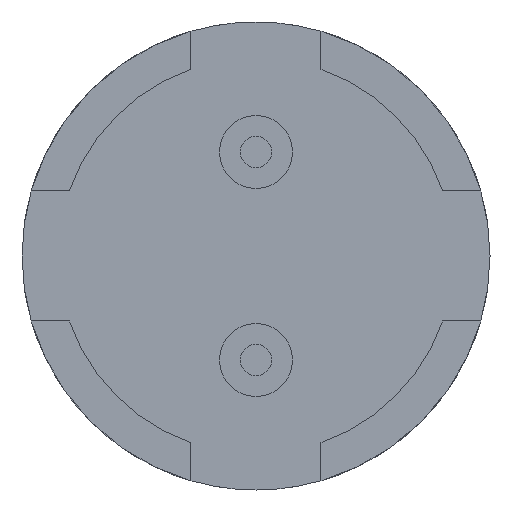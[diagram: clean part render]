
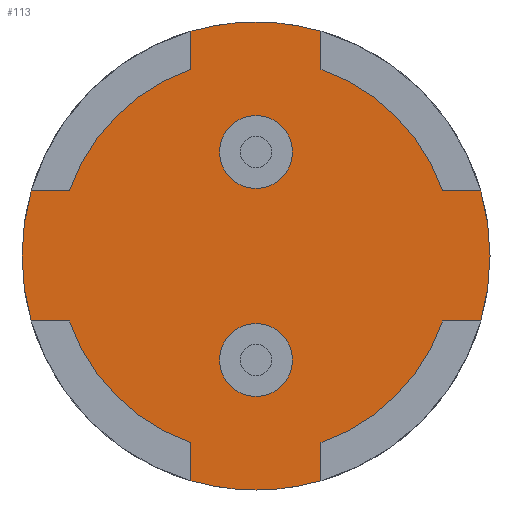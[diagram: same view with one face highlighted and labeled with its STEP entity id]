
A CAD part, front view. The second image highlights one B-rep face of the part: STEP entity #113.
In plain terms, the highlighted planar face has unit normal (0, -1, 0).
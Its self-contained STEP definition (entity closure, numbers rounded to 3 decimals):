
#33 = VERTEX_POINT('',#34);
#34 = CARTESIAN_POINT('',(0.,0.3,1.3));
#40 = EDGE_CURVE('',#33,#41,#43,.T.);
#41 = VERTEX_POINT('',#42);
#42 = CARTESIAN_POINT('',(0.,0.3,2.7));
#43 = CIRCLE('',#44,0.7);
#44 = AXIS2_PLACEMENT_3D('',#45,#46,#47);
#45 = CARTESIAN_POINT('',(0.,0.3,2.));
#46 = DIRECTION('',(0.,-1.,0.));
#47 = DIRECTION('',(0.,0.,-1.));
#102 = EDGE_CURVE('',#41,#33,#103,.T.);
#103 = CIRCLE('',#104,0.7);
#104 = AXIS2_PLACEMENT_3D('',#105,#106,#107);
#105 = CARTESIAN_POINT('',(0.,0.3,2.));
#106 = DIRECTION('',(0.,-1.,0.));
#107 = DIRECTION('',(0.,0.,-1.));
#113 = ADVANCED_FACE('',(#114,#270,#274),#294,.T.);
#114 = FACE_BOUND('',#115,.T.);
#115 = EDGE_LOOP('',(#116,#126,#135,#143,#152,#161,#169,#178,#186,#195,
    #203,#212,#220,#229,#238,#246,#255,#263));
#116 = ORIENTED_EDGE('',*,*,#117,.T.);
#117 = EDGE_CURVE('',#118,#120,#122,.T.);
#118 = VERTEX_POINT('',#119);
#119 = CARTESIAN_POINT('',(-4.323,0.3,-1.25));
#120 = VERTEX_POINT('',#121);
#121 = CARTESIAN_POINT('',(-3.589,0.3,-1.25));
#122 = LINE('',#123,#124);
#123 = CARTESIAN_POINT('',(-5.,0.3,-1.25));
#124 = VECTOR('',#125,1.);
#125 = DIRECTION('',(1.,0.,0.));
#126 = ORIENTED_EDGE('',*,*,#127,.T.);
#127 = EDGE_CURVE('',#120,#128,#130,.T.);
#128 = VERTEX_POINT('',#129);
#129 = CARTESIAN_POINT('',(-1.25,0.3,-3.589));
#130 = CIRCLE('',#131,3.8);
#131 = AXIS2_PLACEMENT_3D('',#132,#133,#134);
#132 = CARTESIAN_POINT('',(0.,0.3,0.));
#133 = DIRECTION('',(0.,-1.,0.));
#134 = DIRECTION('',(0.,0.,-1.));
#135 = ORIENTED_EDGE('',*,*,#136,.T.);
#136 = EDGE_CURVE('',#128,#137,#139,.T.);
#137 = VERTEX_POINT('',#138);
#138 = CARTESIAN_POINT('',(-1.25,0.3,-4.323));
#139 = LINE('',#140,#141);
#140 = CARTESIAN_POINT('',(-1.25,0.3,-5.));
#141 = VECTOR('',#142,1.);
#142 = DIRECTION('',(0.,-0.,-1.));
#143 = ORIENTED_EDGE('',*,*,#144,.F.);
#144 = EDGE_CURVE('',#145,#137,#147,.T.);
#145 = VERTEX_POINT('',#146);
#146 = CARTESIAN_POINT('',(0.,0.3,-4.5));
#147 = CIRCLE('',#148,4.5);
#148 = AXIS2_PLACEMENT_3D('',#149,#150,#151);
#149 = CARTESIAN_POINT('',(0.,0.3,0.));
#150 = DIRECTION('',(0.,1.,0.));
#151 = DIRECTION('',(0.,0.,-1.));
#152 = ORIENTED_EDGE('',*,*,#153,.F.);
#153 = EDGE_CURVE('',#154,#145,#156,.T.);
#154 = VERTEX_POINT('',#155);
#155 = CARTESIAN_POINT('',(1.25,0.3,-4.323));
#156 = CIRCLE('',#157,4.5);
#157 = AXIS2_PLACEMENT_3D('',#158,#159,#160);
#158 = CARTESIAN_POINT('',(0.,0.3,0.));
#159 = DIRECTION('',(0.,1.,0.));
#160 = DIRECTION('',(0.,0.,-1.));
#161 = ORIENTED_EDGE('',*,*,#162,.T.);
#162 = EDGE_CURVE('',#154,#163,#165,.T.);
#163 = VERTEX_POINT('',#164);
#164 = CARTESIAN_POINT('',(1.25,0.3,-3.589));
#165 = LINE('',#166,#167);
#166 = CARTESIAN_POINT('',(1.25,0.3,-5.));
#167 = VECTOR('',#168,1.);
#168 = DIRECTION('',(0.,0.,1.));
#169 = ORIENTED_EDGE('',*,*,#170,.T.);
#170 = EDGE_CURVE('',#163,#171,#173,.T.);
#171 = VERTEX_POINT('',#172);
#172 = CARTESIAN_POINT('',(3.589,0.3,-1.25));
#173 = CIRCLE('',#174,3.8);
#174 = AXIS2_PLACEMENT_3D('',#175,#176,#177);
#175 = CARTESIAN_POINT('',(0.,0.3,0.));
#176 = DIRECTION('',(0.,-1.,0.));
#177 = DIRECTION('',(0.,0.,-1.));
#178 = ORIENTED_EDGE('',*,*,#179,.T.);
#179 = EDGE_CURVE('',#171,#180,#182,.T.);
#180 = VERTEX_POINT('',#181);
#181 = CARTESIAN_POINT('',(4.323,0.3,-1.25));
#182 = LINE('',#183,#184);
#183 = CARTESIAN_POINT('',(5.,0.3,-1.25));
#184 = VECTOR('',#185,1.);
#185 = DIRECTION('',(1.,0.,0.));
#186 = ORIENTED_EDGE('',*,*,#187,.F.);
#187 = EDGE_CURVE('',#188,#180,#190,.T.);
#188 = VERTEX_POINT('',#189);
#189 = CARTESIAN_POINT('',(4.323,0.3,1.25));
#190 = CIRCLE('',#191,4.5);
#191 = AXIS2_PLACEMENT_3D('',#192,#193,#194);
#192 = CARTESIAN_POINT('',(0.,0.3,0.));
#193 = DIRECTION('',(0.,1.,0.));
#194 = DIRECTION('',(0.,0.,-1.));
#195 = ORIENTED_EDGE('',*,*,#196,.T.);
#196 = EDGE_CURVE('',#188,#197,#199,.T.);
#197 = VERTEX_POINT('',#198);
#198 = CARTESIAN_POINT('',(3.589,0.3,1.25));
#199 = LINE('',#200,#201);
#200 = CARTESIAN_POINT('',(5.,0.3,1.25));
#201 = VECTOR('',#202,1.);
#202 = DIRECTION('',(-1.,0.,0.));
#203 = ORIENTED_EDGE('',*,*,#204,.T.);
#204 = EDGE_CURVE('',#197,#205,#207,.T.);
#205 = VERTEX_POINT('',#206);
#206 = CARTESIAN_POINT('',(1.25,0.3,3.589));
#207 = CIRCLE('',#208,3.8);
#208 = AXIS2_PLACEMENT_3D('',#209,#210,#211);
#209 = CARTESIAN_POINT('',(0.,0.3,0.));
#210 = DIRECTION('',(0.,-1.,0.));
#211 = DIRECTION('',(0.,0.,-1.));
#212 = ORIENTED_EDGE('',*,*,#213,.T.);
#213 = EDGE_CURVE('',#205,#214,#216,.T.);
#214 = VERTEX_POINT('',#215);
#215 = CARTESIAN_POINT('',(1.25,0.3,4.323));
#216 = LINE('',#217,#218);
#217 = CARTESIAN_POINT('',(1.25,0.3,5.));
#218 = VECTOR('',#219,1.);
#219 = DIRECTION('',(0.,0.,1.));
#220 = ORIENTED_EDGE('',*,*,#221,.F.);
#221 = EDGE_CURVE('',#222,#214,#224,.T.);
#222 = VERTEX_POINT('',#223);
#223 = CARTESIAN_POINT('',(0.,0.3,4.5));
#224 = CIRCLE('',#225,4.5);
#225 = AXIS2_PLACEMENT_3D('',#226,#227,#228);
#226 = CARTESIAN_POINT('',(0.,0.3,0.));
#227 = DIRECTION('',(0.,1.,0.));
#228 = DIRECTION('',(0.,0.,-1.));
#229 = ORIENTED_EDGE('',*,*,#230,.F.);
#230 = EDGE_CURVE('',#231,#222,#233,.T.);
#231 = VERTEX_POINT('',#232);
#232 = CARTESIAN_POINT('',(-1.25,0.3,4.323));
#233 = CIRCLE('',#234,4.5);
#234 = AXIS2_PLACEMENT_3D('',#235,#236,#237);
#235 = CARTESIAN_POINT('',(0.,0.3,0.));
#236 = DIRECTION('',(0.,1.,0.));
#237 = DIRECTION('',(0.,0.,-1.));
#238 = ORIENTED_EDGE('',*,*,#239,.T.);
#239 = EDGE_CURVE('',#231,#240,#242,.T.);
#240 = VERTEX_POINT('',#241);
#241 = CARTESIAN_POINT('',(-1.25,0.3,3.589));
#242 = LINE('',#243,#244);
#243 = CARTESIAN_POINT('',(-1.25,0.3,5.));
#244 = VECTOR('',#245,1.);
#245 = DIRECTION('',(0.,0.,-1.));
#246 = ORIENTED_EDGE('',*,*,#247,.T.);
#247 = EDGE_CURVE('',#240,#248,#250,.T.);
#248 = VERTEX_POINT('',#249);
#249 = CARTESIAN_POINT('',(-3.589,0.3,1.25));
#250 = CIRCLE('',#251,3.8);
#251 = AXIS2_PLACEMENT_3D('',#252,#253,#254);
#252 = CARTESIAN_POINT('',(0.,0.3,0.));
#253 = DIRECTION('',(0.,-1.,0.));
#254 = DIRECTION('',(0.,0.,-1.));
#255 = ORIENTED_EDGE('',*,*,#256,.T.);
#256 = EDGE_CURVE('',#248,#257,#259,.T.);
#257 = VERTEX_POINT('',#258);
#258 = CARTESIAN_POINT('',(-4.323,0.3,1.25));
#259 = LINE('',#260,#261);
#260 = CARTESIAN_POINT('',(-5.,0.3,1.25));
#261 = VECTOR('',#262,1.);
#262 = DIRECTION('',(-1.,0.,0.));
#263 = ORIENTED_EDGE('',*,*,#264,.F.);
#264 = EDGE_CURVE('',#118,#257,#265,.T.);
#265 = CIRCLE('',#266,4.5);
#266 = AXIS2_PLACEMENT_3D('',#267,#268,#269);
#267 = CARTESIAN_POINT('',(0.,0.3,0.));
#268 = DIRECTION('',(0.,1.,0.));
#269 = DIRECTION('',(0.,0.,-1.));
#270 = FACE_BOUND('',#271,.T.);
#271 = EDGE_LOOP('',(#272,#273));
#272 = ORIENTED_EDGE('',*,*,#40,.F.);
#273 = ORIENTED_EDGE('',*,*,#102,.F.);
#274 = FACE_BOUND('',#275,.T.);
#275 = EDGE_LOOP('',(#276,#287));
#276 = ORIENTED_EDGE('',*,*,#277,.F.);
#277 = EDGE_CURVE('',#278,#280,#282,.T.);
#278 = VERTEX_POINT('',#279);
#279 = CARTESIAN_POINT('',(0.,0.3,-2.7));
#280 = VERTEX_POINT('',#281);
#281 = CARTESIAN_POINT('',(0.,0.3,-1.3));
#282 = CIRCLE('',#283,0.7);
#283 = AXIS2_PLACEMENT_3D('',#284,#285,#286);
#284 = CARTESIAN_POINT('',(0.,0.3,-2.));
#285 = DIRECTION('',(0.,-1.,0.));
#286 = DIRECTION('',(0.,0.,-1.));
#287 = ORIENTED_EDGE('',*,*,#288,.F.);
#288 = EDGE_CURVE('',#280,#278,#289,.T.);
#289 = CIRCLE('',#290,0.7);
#290 = AXIS2_PLACEMENT_3D('',#291,#292,#293);
#291 = CARTESIAN_POINT('',(0.,0.3,-2.));
#292 = DIRECTION('',(0.,-1.,0.));
#293 = DIRECTION('',(0.,0.,-1.));
#294 = PLANE('',#295);
#295 = AXIS2_PLACEMENT_3D('',#296,#297,#298);
#296 = CARTESIAN_POINT('',(0.,0.3,0.));
#297 = DIRECTION('',(0.,-1.,0.));
#298 = DIRECTION('',(0.,0.,-1.));
